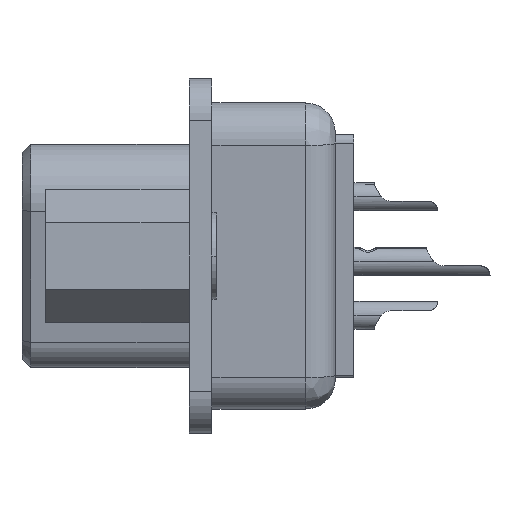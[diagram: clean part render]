
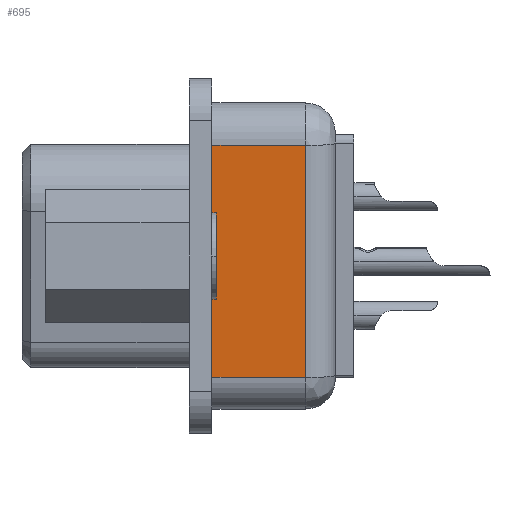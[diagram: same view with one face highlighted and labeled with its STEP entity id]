
A CAD part, left-side view. The second image highlights one B-rep face of the part: STEP entity #695.
In plain terms, the highlighted planar face has unit normal (-0.998, 0, -0.07).
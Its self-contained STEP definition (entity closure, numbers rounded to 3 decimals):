
#155=CARTESIAN_POINT('',(-20.072,0.,-4.284));
#156=VERTEX_POINT('',#155);
#164=CARTESIAN_POINT('',(-20.648,0.,3.902));
#165=VERTEX_POINT('',#164);
#166=CARTESIAN_POINT('',(-20.072,0.,-4.284));
#167=DIRECTION('',(-0.07,0.,0.998));
#168=VECTOR('',#167,8.206);
#169=LINE('',#166,#168);
#170=EDGE_CURVE('',#156,#165,#169,.T.);
#652=CARTESIAN_POINT('',(-20.072,-3.31,-4.284));
#653=VERTEX_POINT('',#652);
#654=CARTESIAN_POINT('',(-20.072,-3.31,-4.284));
#655=DIRECTION('',(0.,1.,0.));
#656=VECTOR('',#655,3.31);
#657=LINE('',#654,#656);
#658=EDGE_CURVE('',#653,#156,#657,.T.);
#672=CARTESIAN_POINT('',(-20.36,-1.655,-0.191));
#673=DIRECTION('',(-0.07,0.,0.998));
#674=DIRECTION('',(-0.998,0.,-0.07));
#675=AXIS2_PLACEMENT_3D('',#672,#674,#673);
#676=PLANE('',#675);
#677=CARTESIAN_POINT('',(-20.648,-3.31,3.902));
#678=VERTEX_POINT('',#677);
#679=CARTESIAN_POINT('',(-20.648,-3.31,3.902));
#680=DIRECTION('',(0.,1.,0.));
#681=VECTOR('',#680,3.31);
#682=LINE('',#679,#681);
#683=EDGE_CURVE('',#678,#165,#682,.T.);
#684=ORIENTED_EDGE('',*,*,#683,.T.);
#685=ORIENTED_EDGE('',*,*,#170,.F.);
#686=ORIENTED_EDGE('',*,*,#658,.F.);
#687=CARTESIAN_POINT('',(-20.072,-3.31,-4.284));
#688=DIRECTION('',(-0.07,0.,0.998));
#689=VECTOR('',#688,8.206);
#690=LINE('',#687,#689);
#691=EDGE_CURVE('',#653,#678,#690,.T.);
#692=ORIENTED_EDGE('',*,*,#691,.T.);
#693=EDGE_LOOP('',(#684,#685,#686,#692));
#694=FACE_OUTER_BOUND('',#693,.T.);
#695=ADVANCED_FACE('',(#694),#676,.T.);
